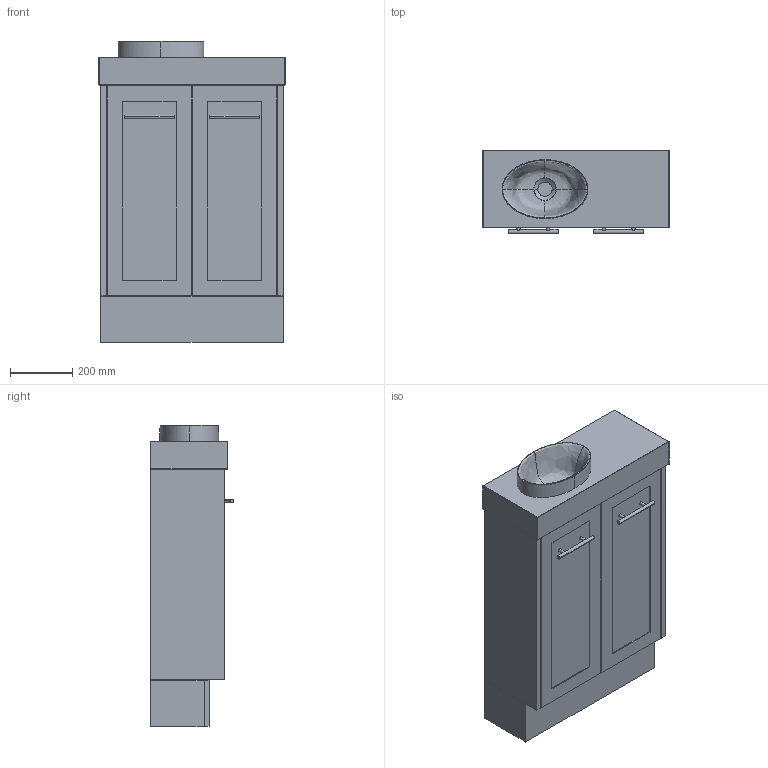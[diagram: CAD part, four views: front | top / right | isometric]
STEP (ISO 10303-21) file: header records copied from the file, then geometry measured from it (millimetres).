
FILE_DESCRIPTION(/* description */ (''),/* implementation_level */ '2;1');
FILE_NAME(/* name */ 'Kado Lux Mini (Floor Mount) 600L (90MM)',/* time_stamp */ '2025-07-09T15:01:00+10:00',/* author */ (''),/* organization */ (''),/* preprocessor_version */ 'ST-DEVELOPER v16.5',/* originating_system */ '',/* authorisation */ '');
FILE_SCHEMA (('AUTOMOTIVE_DESIGN'));
Length unit declared in the file: millimetre
Products named in the file (10): Document; Kado Lux Mini (Floor Mount) 600L (90MM); Kado Lux Mini Benchtop ALL (90MM)28; Kado Lux Mini Benchtop 600L (90MM)27; Joy25; Kado Lux Mini Benchtop 600L (90MM); Kado Lux Mini Floor Mount ALL29; Kado Lux Mini FM 600 Carcass26; Kado Lux Mini FM 600 Carcass2; Cross Bar Handle 964567891011121314151617181920212223
Assembly tree (10 placements, depth 5):
  Document
    Kado Lux Mini (Floor Mount) 600L (90MM)
      Kado Lux Mini Benchtop ALL (90MM)28
        Kado Lux Mini Benchtop 600L (90MM)27
          Joy25
          Kado Lux Mini Benchtop 600L (90MM)
      Kado Lux Mini Floor Mount ALL29
        Kado Lux Mini FM 600 Carcass26
          Kado Lux Mini FM 600 Carcass2
          Cross Bar Handle 964567891011121314151617181920212223  x2
Bounding box: 600 x 268 x 969.98 mm (x, y, z)
Volume: 42135204.1 mm3; surface area: 3986018.2 mm2
Topology: 13 solids, 13 shells, 179 faces, 384 edges, 230 vertices
Faces by surface type: plane 89, bspline 66, cylinder 24
Entity records: 33279 total; most frequent: CARTESIAN_POINT 30484, ORIENTED_EDGE 704, EDGE_CURVE 352, B_SPLINE_CURVE_WITH_KNOTS 298, VERTEX_POINT 214, EDGE_LOOP 172, ADVANCED_FACE 165, FACE_OUTER_BOUND 165
